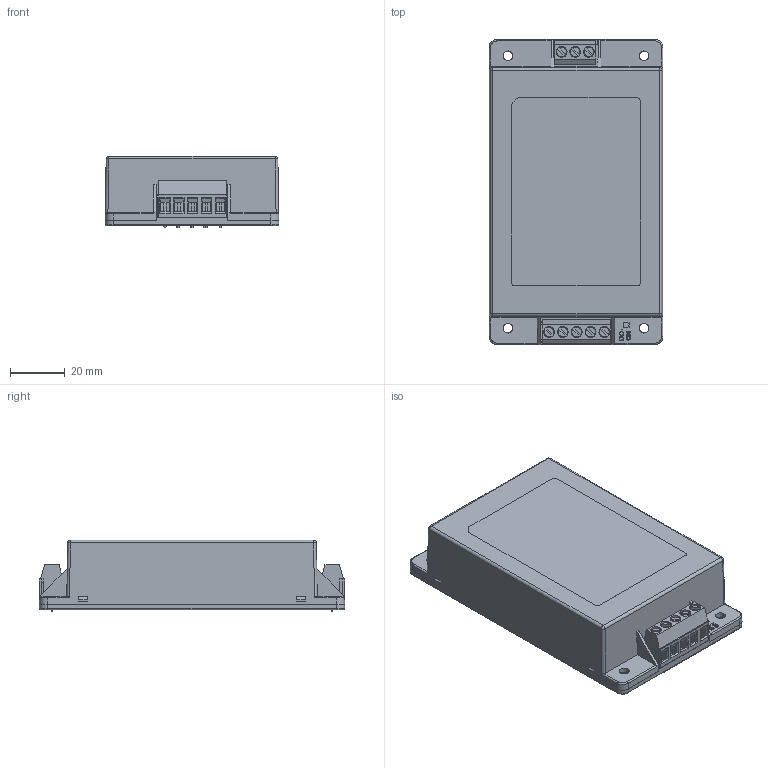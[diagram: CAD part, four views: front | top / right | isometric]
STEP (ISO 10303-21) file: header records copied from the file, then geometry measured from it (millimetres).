
FILE_DESCRIPTION (( 'STEP AP214' ), '1' );
FILE_NAME ('tmdc40.STEP', '2015-02-06T09:18:01', ( '' ), ( '' ), 'SwSTEP 2.0', 'SolidWorks 2013', '' );
FILE_SCHEMA (( 'AUTOMOTIVE_DESIGN' ));
Length unit declared in the file: millimetre
Products named in the file (8): LED_1_1; TMDC-40 PCB(IN)_1; Connect(3PIN)_1; Connect(5PIN)_1; TMDC-40 PCB(OUT)_1; TMDC-40 BASE_1; TMDC-40 CASE; tmdc40
Assembly tree (7 placements, depth 2):
  tmdc40
    TMDC-40 CASE
    TMDC-40 BASE_1
    TMDC-40 PCB(OUT)_1
    Connect(5PIN)_1
    Connect(3PIN)_1
    TMDC-40 PCB(IN)_1
    LED_1_1
Bounding box: 63.8 x 112 x 26.25 mm (x, y, z)
Volume: 28338.9 mm3; surface area: 59760.4 mm2
Topology: 7 solids, 7 shells, 864 faces, 2282 edges, 1497 vertices
Faces by surface type: plane 575, cylinder 229, bspline 52, cone 4, torus 4
Entity records: 34693 total; most frequent: CARTESIAN_POINT 7059, ORIENTED_EDGE 4552, DIRECTION 4178, EDGE_CURVE 2276, LINE 1682, VECTOR 1682, VERTEX_POINT 1497, AXIS2_PLACEMENT_3D 1248
